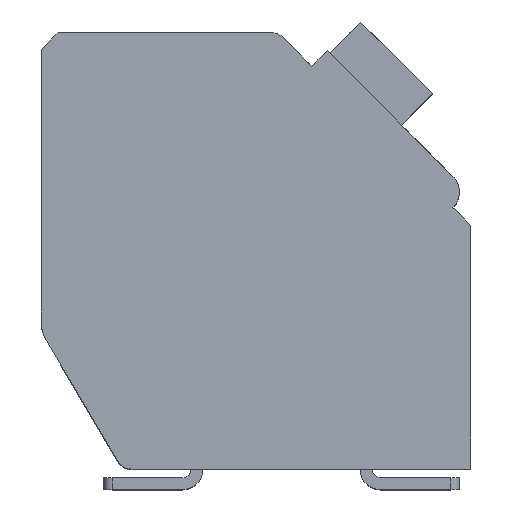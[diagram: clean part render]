
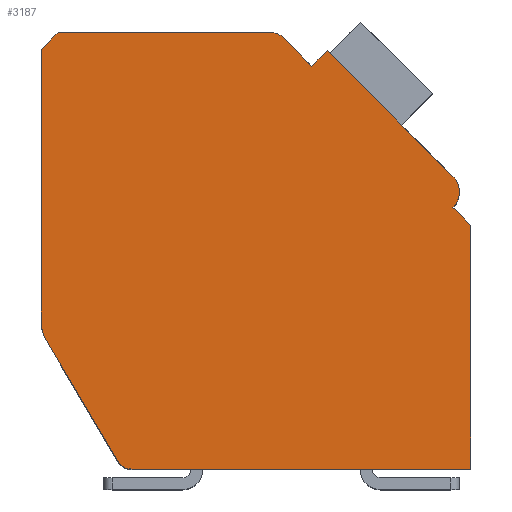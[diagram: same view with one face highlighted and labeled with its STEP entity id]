
A CAD part, top view. The second image highlights one B-rep face of the part: STEP entity #3187.
In plain terms, the highlighted planar face has unit normal (0, 0, 1).
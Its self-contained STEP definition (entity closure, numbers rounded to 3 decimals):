
#133=DIRECTION('',(0.,-1.,0.));
#134=VECTOR('',#133,8.053);
#135=CARTESIAN_POINT('',(-12.7,12.4,2.1));
#136=LINE('',#135,#134);
#137=DIRECTION('',(-0.707,-0.707,0.));
#138=VECTOR('',#137,0.707);
#139=CARTESIAN_POINT('',(-12.2,12.9,2.1));
#140=LINE('',#139,#138);
#141=DIRECTION('',(-1.,0.,0.));
#142=VECTOR('',#141,6.298);
#143=CARTESIAN_POINT('',(-5.902,12.9,2.1));
#144=LINE('',#143,#142);
#145=CARTESIAN_POINT('',(-5.902,12.4,2.1));
#146=DIRECTION('',(0.,0.,1.));
#147=DIRECTION('',(0.707,0.707,0.));
#148=AXIS2_PLACEMENT_3D('',#145,#146,#147);
#150=DIRECTION('',(-0.707,0.707,0.));
#151=VECTOR('',#150,1.197);
#152=CARTESIAN_POINT('',(-4.702,11.907,2.1));
#153=LINE('',#152,#151);
#154=DIRECTION('',(-0.707,-0.707,0.));
#155=VECTOR('',#154,0.65);
#156=CARTESIAN_POINT('',(-4.243,12.367,2.1));
#157=LINE('',#156,#155);
#158=DIRECTION('',(-0.707,0.707,0.));
#159=VECTOR('',#158,5.25);
#160=CARTESIAN_POINT('',(-0.53,8.655,2.1));
#161=LINE('',#160,#159);
#162=CARTESIAN_POINT('',(-0.99,8.195,2.1));
#163=DIRECTION('',(0.,0.,1.));
#164=DIRECTION('',(0.707,-0.707,0.));
#165=AXIS2_PLACEMENT_3D('',#162,#163,#164);
#167=DIRECTION('',(-0.707,0.707,0.));
#168=VECTOR('',#167,0.75);
#169=CARTESIAN_POINT('',(0.,7.205,2.1));
#170=LINE('',#169,#168);
#171=DIRECTION('',(0.,1.,0.));
#172=VECTOR('',#171,7.205);
#173=CARTESIAN_POINT('',(0.,0.,2.1));
#174=LINE('',#173,#172);
#175=DIRECTION('',(1.,0.,0.));
#176=VECTOR('',#175,10.014);
#177=CARTESIAN_POINT('',(-10.014,0.,2.1));
#178=LINE('',#177,#176);
#179=CARTESIAN_POINT('',(-10.014,0.5,2.1));
#180=DIRECTION('',(0.,0.,1.));
#181=DIRECTION('',(-0.862,-0.508,0.));
#182=AXIS2_PLACEMENT_3D('',#179,#180,#181);
#184=DIRECTION('',(0.508,-0.862,0.));
#185=VECTOR('',#184,4.17);
#186=CARTESIAN_POINT('',(-12.562,3.839,2.1));
#187=LINE('',#186,#185);
#188=CARTESIAN_POINT('',(-11.7,4.347,2.1));
#189=DIRECTION('',(0.,0.,1.));
#190=DIRECTION('',(-1.,0.,0.));
#191=AXIS2_PLACEMENT_3D('',#188,#189,#190);
#2349=CARTESIAN_POINT('',(-12.7,12.4,2.1));
#2350=CARTESIAN_POINT('',(-12.7,4.347,2.1));
#2351=VERTEX_POINT('',#2349);
#2352=VERTEX_POINT('',#2350);
#2353=CARTESIAN_POINT('',(-12.562,3.839,2.1));
#2354=VERTEX_POINT('',#2353);
#2355=CARTESIAN_POINT('',(-10.445,0.246,2.1));
#2356=VERTEX_POINT('',#2355);
#2357=CARTESIAN_POINT('',(-10.014,0.,2.1));
#2358=VERTEX_POINT('',#2357);
#2359=CARTESIAN_POINT('',(0.,0.,2.1));
#2360=VERTEX_POINT('',#2359);
#2361=CARTESIAN_POINT('',(0.,7.205,2.1));
#2362=VERTEX_POINT('',#2361);
#2363=CARTESIAN_POINT('',(-0.53,7.735,2.1));
#2364=VERTEX_POINT('',#2363);
#2365=CARTESIAN_POINT('',(-0.53,8.655,2.1));
#2366=VERTEX_POINT('',#2365);
#2367=CARTESIAN_POINT('',(-4.243,12.367,2.1));
#2368=VERTEX_POINT('',#2367);
#2369=CARTESIAN_POINT('',(-4.702,11.907,2.1));
#2370=VERTEX_POINT('',#2369);
#2371=CARTESIAN_POINT('',(-5.548,12.754,2.1));
#2372=VERTEX_POINT('',#2371);
#2373=CARTESIAN_POINT('',(-5.902,12.9,2.1));
#2374=VERTEX_POINT('',#2373);
#2375=CARTESIAN_POINT('',(-12.2,12.9,2.1));
#2376=VERTEX_POINT('',#2375);
#3154=CARTESIAN_POINT('',(0.,0.,2.1));
#3155=DIRECTION('',(0.,0.,1.));
#3156=DIRECTION('',(1.,0.,0.));
#3157=AXIS2_PLACEMENT_3D('',#3154,#3155,#3156);
#3158=PLANE('',#3157);
#3159=ORIENTED_EDGE('',*,*,#3068,.F.);
#3161=ORIENTED_EDGE('',*,*,#3160,.F.);
#3163=ORIENTED_EDGE('',*,*,#3162,.F.);
#3165=ORIENTED_EDGE('',*,*,#3164,.F.);
#3167=ORIENTED_EDGE('',*,*,#3166,.F.);
#3169=ORIENTED_EDGE('',*,*,#3168,.F.);
#3171=ORIENTED_EDGE('',*,*,#3170,.F.);
#3173=ORIENTED_EDGE('',*,*,#3172,.F.);
#3175=ORIENTED_EDGE('',*,*,#3174,.F.);
#3177=ORIENTED_EDGE('',*,*,#3176,.F.);
#3179=ORIENTED_EDGE('',*,*,#3178,.F.);
#3181=ORIENTED_EDGE('',*,*,#3180,.F.);
#3183=ORIENTED_EDGE('',*,*,#3182,.F.);
#3184=ORIENTED_EDGE('',*,*,#3117,.F.);
#3185=EDGE_LOOP('',(#3159,#3161,#3163,#3165,#3167,#3169,#3171,#3173,#3175,#3177,
#3179,#3181,#3183,#3184));
#3186=FACE_OUTER_BOUND('',#3185,.F.);
#149=CIRCLE('',#148,0.5);
#166=CIRCLE('',#165,0.65);
#183=CIRCLE('',#182,0.5);
#192=CIRCLE('',#191,1.);
#3068=EDGE_CURVE('',#2351,#2352,#136,.T.);
#3117=EDGE_CURVE('',#2352,#2354,#192,.T.);
#3160=EDGE_CURVE('',#2376,#2351,#140,.T.);
#3162=EDGE_CURVE('',#2374,#2376,#144,.T.);
#3164=EDGE_CURVE('',#2372,#2374,#149,.T.);
#3166=EDGE_CURVE('',#2370,#2372,#153,.T.);
#3168=EDGE_CURVE('',#2368,#2370,#157,.T.);
#3170=EDGE_CURVE('',#2366,#2368,#161,.T.);
#3172=EDGE_CURVE('',#2364,#2366,#166,.T.);
#3174=EDGE_CURVE('',#2362,#2364,#170,.T.);
#3176=EDGE_CURVE('',#2360,#2362,#174,.T.);
#3178=EDGE_CURVE('',#2358,#2360,#178,.T.);
#3180=EDGE_CURVE('',#2356,#2358,#183,.T.);
#3182=EDGE_CURVE('',#2354,#2356,#187,.T.);
#3187=ADVANCED_FACE('',(#3186),#3158,.T.);
